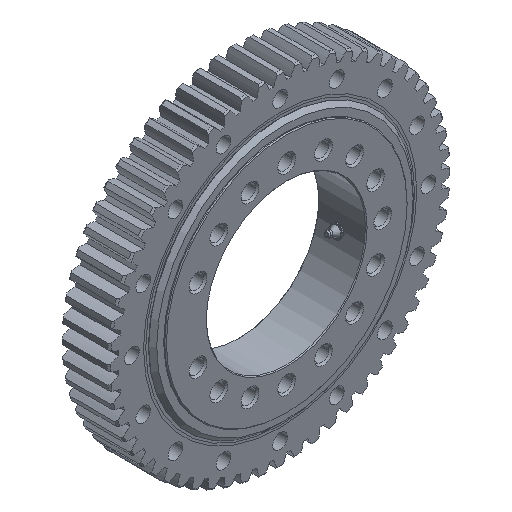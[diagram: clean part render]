
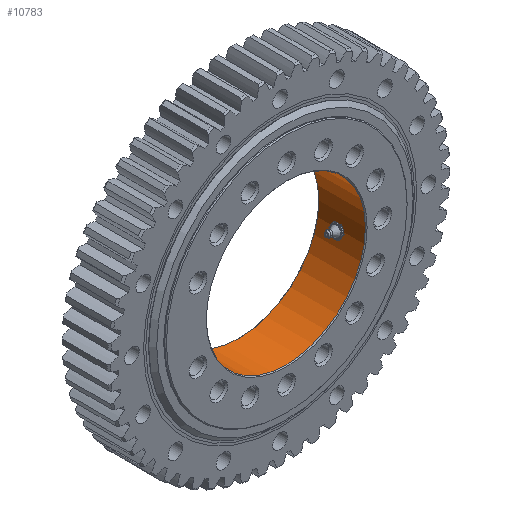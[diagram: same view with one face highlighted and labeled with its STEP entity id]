
A CAD part, isometric view. The second image highlights one B-rep face of the part: STEP entity #10783.
In plain terms, the highlighted cylindrical face has radius 72.5 mm (diameter 145 mm), a full revolution.
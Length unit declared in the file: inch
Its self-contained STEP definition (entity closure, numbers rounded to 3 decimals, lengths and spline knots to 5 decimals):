
#47=FACE_BOUND('',#2040,.T.);
#324=LINE('',#21504,#676);
#676=VECTOR('',#13401,2.85433);
#1034=CYLINDRICAL_SURFACE('',#11600,2.85433);
#1436=FACE_OUTER_BOUND('',#2039,.T.);
#2039=EDGE_LOOP('',(#7546,#7547,#7548,#7549,#7550,#7551));
#2040=EDGE_LOOP('',(#7552,#7553));
#2701=CIRCLE('',#11566,2.85433);
#2702=CIRCLE('',#11567,2.85433);
#2734=CIRCLE('',#11601,2.85433);
#2735=CIRCLE('',#11602,2.85433);
#3736=B_SPLINE_CURVE_WITH_KNOTS('',3,(#21507,#21508,#21509,#21510,#21511,
#21512,#21513,#21514,#21515,#21516),.UNSPECIFIED.,.F.,.F.,(4,2,2,2,4),(0.,
0.42027,0.84054,1.2608,1.68106),
 .UNSPECIFIED.);
#3737=B_SPLINE_CURVE_WITH_KNOTS('',3,(#21517,#21518,#21519,#21520,#21521,
#21522,#21523,#21524,#21525,#21526,#21527,#21528,#21529,#21530,#21531,#21532,
#21533,#21534,#21535,#21536,#21537,#21538,#21539,#21540,#21541,#21542),
 .UNSPECIFIED.,.F.,.F.,(4,2,2,2,2,2,2,2,2,2,2,2,4),(1.68106,2.10132,
2.52159,2.94186,3.36212,3.78239,4.20266,
4.62293,5.04319,5.46345,5.88371,6.30398,
6.72425),.UNSPECIFIED.);
#4195=VERTEX_POINT('',#21431);
#4196=VERTEX_POINT('',#21433);
#4228=VERTEX_POINT('',#21500);
#4229=VERTEX_POINT('',#21501);
#4230=VERTEX_POINT('',#21505);
#4231=VERTEX_POINT('',#21506);
#5485=EDGE_CURVE('',#4195,#4196,#2701,.T.);
#5486=EDGE_CURVE('',#4196,#4195,#2702,.T.);
#5518=EDGE_CURVE('',#4228,#4229,#2734,.T.);
#5519=EDGE_CURVE('',#4229,#4228,#2735,.T.);
#5520=EDGE_CURVE('',#4229,#4196,#324,.T.);
#5521=EDGE_CURVE('',#4230,#4231,#3736,.T.);
#5522=EDGE_CURVE('',#4231,#4230,#3737,.T.);
#7546=ORIENTED_EDGE('',*,*,#5518,.F.);
#7547=ORIENTED_EDGE('',*,*,#5519,.F.);
#7548=ORIENTED_EDGE('',*,*,#5520,.T.);
#7549=ORIENTED_EDGE('',*,*,#5485,.F.);
#7550=ORIENTED_EDGE('',*,*,#5486,.F.);
#7551=ORIENTED_EDGE('',*,*,#5520,.F.);
#7552=ORIENTED_EDGE('',*,*,#5521,.T.);
#7553=ORIENTED_EDGE('',*,*,#5522,.T.);
#10783=ADVANCED_FACE('',(#1436,#47),#1034,.F.);
#11566=AXIS2_PLACEMENT_3D('',#21434,#13327,#13328);
#11567=AXIS2_PLACEMENT_3D('',#21435,#13329,#13330);
#11600=AXIS2_PLACEMENT_3D('',#21499,#13395,#13396);
#11601=AXIS2_PLACEMENT_3D('',#21502,#13397,#13398);
#11602=AXIS2_PLACEMENT_3D('',#21503,#13399,#13400);
#13327=DIRECTION('center_axis',(0.,1.,0.));
#13328=DIRECTION('ref_axis',(1.,0.,0.));
#13329=DIRECTION('center_axis',(0.,1.,0.));
#13330=DIRECTION('ref_axis',(1.,0.,0.));
#13395=DIRECTION('center_axis',(0.,1.,0.));
#13396=DIRECTION('ref_axis',(-1.,0.,0.));
#13397=DIRECTION('center_axis',(0.,-1.,0.));
#13398=DIRECTION('ref_axis',(1.,0.,0.));
#13399=DIRECTION('center_axis',(0.,-1.,0.));
#13400=DIRECTION('ref_axis',(1.,0.,0.));
#13401=DIRECTION('',(0.,-1.,0.));
#21431=CARTESIAN_POINT('',(-2.85433,-0.95386,0.));
#21433=CARTESIAN_POINT('',(2.85433,-0.95386,0.));
#21434=CARTESIAN_POINT('Origin',(0.,-0.95386,0.));
#21435=CARTESIAN_POINT('Origin',(0.,-0.95386,0.));
#21499=CARTESIAN_POINT('Origin',(0.,-0.11791,0.));
#21500=CARTESIAN_POINT('',(-2.85433,0.71803,0.));
#21501=CARTESIAN_POINT('',(2.85433,0.71803,0.));
#21502=CARTESIAN_POINT('Origin',(0.,0.71803,0.));
#21503=CARTESIAN_POINT('Origin',(0.,0.71803,0.));
#21504=CARTESIAN_POINT('',(2.85433,-0.11791,0.));
#21505=CARTESIAN_POINT('',(-2.82045,0.,-0.4385));
#21506=CARTESIAN_POINT('',(-2.85433,-0.4385,0.));
#21507=CARTESIAN_POINT('Ctrl Pts',(-2.82045,0.,
-0.4385));
#21508=CARTESIAN_POINT('Ctrl Pts',(-2.82045,-0.05515,
-0.4385));
#21509=CARTESIAN_POINT('Ctrl Pts',(-2.82223,-0.11392,
-0.42746));
#21510=CARTESIAN_POINT('Ctrl Pts',(-2.82865,-0.22193,
-0.38268));
#21511=CARTESIAN_POINT('Ctrl Pts',(-2.83319,-0.27118,
-0.34895));
#21512=CARTESIAN_POINT('Ctrl Pts',(-2.84169,-0.34895,
-0.27118));
#21513=CARTESIAN_POINT('Ctrl Pts',(-2.8462,-0.38268,
-0.22193));
#21514=CARTESIAN_POINT('Ctrl Pts',(-2.85257,-0.42746,
-0.11392));
#21515=CARTESIAN_POINT('Ctrl Pts',(-2.85433,-0.4385,-0.05515));
#21516=CARTESIAN_POINT('Ctrl Pts',(-2.85433,-0.4385,0.));
#21517=CARTESIAN_POINT('Ctrl Pts',(-2.85433,-0.4385,0.));
#21518=CARTESIAN_POINT('Ctrl Pts',(-2.85433,-0.4385,0.05515));
#21519=CARTESIAN_POINT('Ctrl Pts',(-2.85257,-0.42746,
0.11392));
#21520=CARTESIAN_POINT('Ctrl Pts',(-2.8462,-0.38268,
0.22193));
#21521=CARTESIAN_POINT('Ctrl Pts',(-2.84169,-0.34895,
0.27118));
#21522=CARTESIAN_POINT('Ctrl Pts',(-2.83319,-0.27118,
0.34895));
#21523=CARTESIAN_POINT('Ctrl Pts',(-2.82865,-0.22193,
0.38268));
#21524=CARTESIAN_POINT('Ctrl Pts',(-2.82223,-0.11392,
0.42746));
#21525=CARTESIAN_POINT('Ctrl Pts',(-2.82045,-0.05515,
0.4385));
#21526=CARTESIAN_POINT('Ctrl Pts',(-2.82045,0.05515,
0.4385));
#21527=CARTESIAN_POINT('Ctrl Pts',(-2.82223,0.11392,
0.42746));
#21528=CARTESIAN_POINT('Ctrl Pts',(-2.82865,0.22193,0.38268));
#21529=CARTESIAN_POINT('Ctrl Pts',(-2.83319,0.27118,
0.34895));
#21530=CARTESIAN_POINT('Ctrl Pts',(-2.84169,0.34895,
0.27118));
#21531=CARTESIAN_POINT('Ctrl Pts',(-2.8462,0.38268,
0.22193));
#21532=CARTESIAN_POINT('Ctrl Pts',(-2.85257,0.42746,
0.11392));
#21533=CARTESIAN_POINT('Ctrl Pts',(-2.85433,0.4385,0.05515));
#21534=CARTESIAN_POINT('Ctrl Pts',(-2.85433,0.4385,-0.05515));
#21535=CARTESIAN_POINT('Ctrl Pts',(-2.85257,0.42746,
-0.11392));
#21536=CARTESIAN_POINT('Ctrl Pts',(-2.8462,0.38268,
-0.22193));
#21537=CARTESIAN_POINT('Ctrl Pts',(-2.84169,0.34895,
-0.27118));
#21538=CARTESIAN_POINT('Ctrl Pts',(-2.83319,0.27118,
-0.34895));
#21539=CARTESIAN_POINT('Ctrl Pts',(-2.82865,0.22193,-0.38268));
#21540=CARTESIAN_POINT('Ctrl Pts',(-2.82223,0.11392,
-0.42746));
#21541=CARTESIAN_POINT('Ctrl Pts',(-2.82045,0.05515,
-0.4385));
#21542=CARTESIAN_POINT('Ctrl Pts',(-2.82045,0.,
-0.4385));
